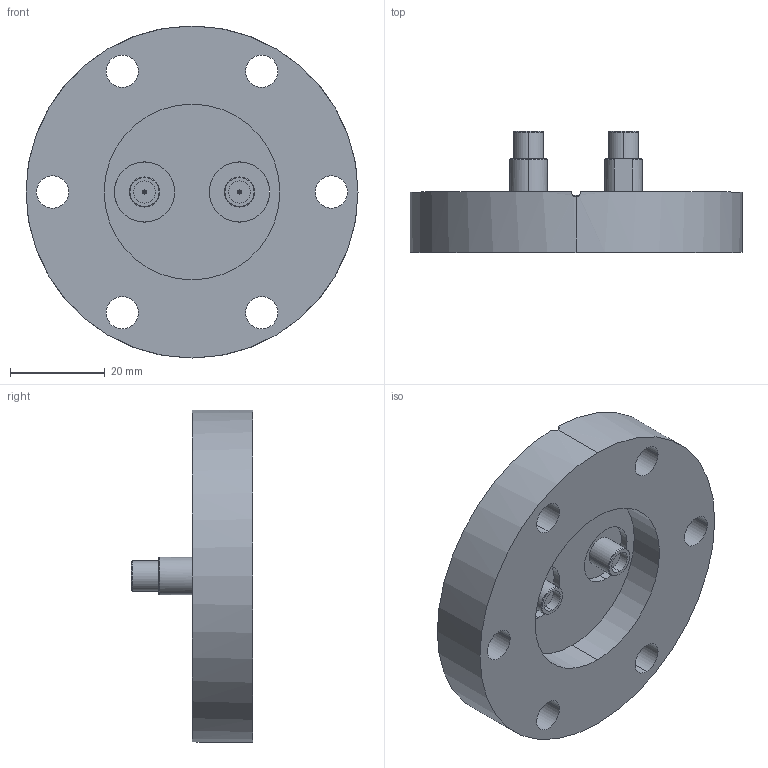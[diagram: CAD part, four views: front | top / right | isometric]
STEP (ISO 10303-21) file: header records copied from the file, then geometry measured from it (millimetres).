
FILE_DESCRIPTION (( 'STEP AP214' ), '1' );
FILE_NAME ('242-SMAD18G-C40-2.STEP', '2013-11-29T11:59:47', ( 'allectra' ), ( 'Microsoft' ), 'SwSTEP 2.0', 'SolidWorks 2013', '' );
FILE_SCHEMA (( 'AUTOMOTIVE_DESIGN' ));
Length unit declared in the file: millimetre
Products named in the file (3): 242-SMAD18G-W; 242-SMAD18G-C40-2; 9242-SMAD18G-C40-2_DN40 CF
Assembly tree (3 placements, depth 2):
  242-SMAD18G-C40-2
    9242-SMAD18G-C40-2_DN40 CF
    242-SMAD18G-W  x2
Bounding box: 69.9 x 25.5 x 69.9 mm (x, y, z)
Volume: 36459.9 mm3; surface area: 14726.7 mm2
Topology: 5 solids, 5 shells, 117 faces, 260 edges, 170 vertices
Faces by surface type: cylinder 68, plane 33, cone 16
Entity records: 2388 total; most frequent: CARTESIAN_POINT 439, DIRECTION 427, ORIENTED_EDGE 346, AXIS2_PLACEMENT_3D 183, EDGE_CURVE 173, VERTEX_POINT 113, CIRCLE 102, EDGE_LOOP 102
